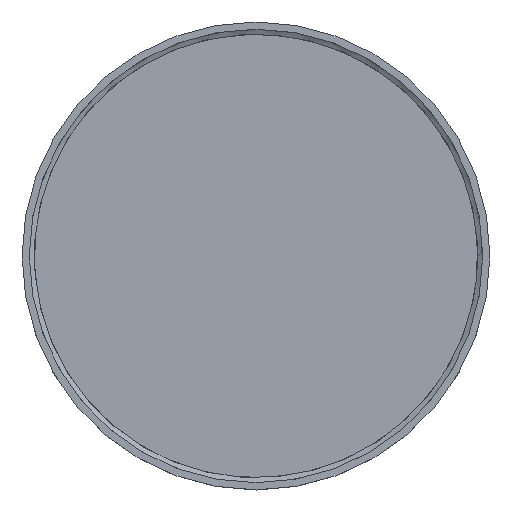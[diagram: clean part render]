
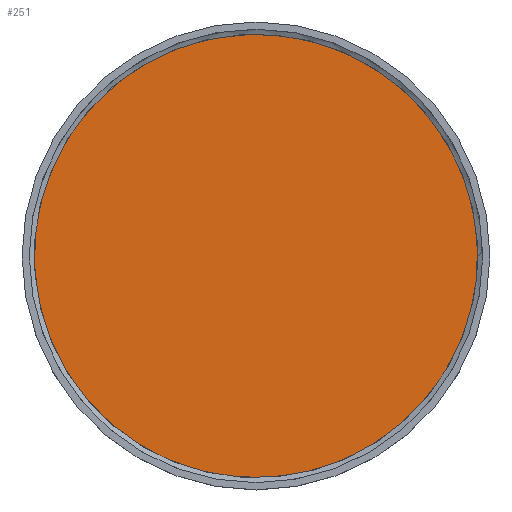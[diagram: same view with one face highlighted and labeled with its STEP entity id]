
A CAD part, top view. The second image highlights one B-rep face of the part: STEP entity #251.
In plain terms, the highlighted planar face has unit normal (0, 0, 1).
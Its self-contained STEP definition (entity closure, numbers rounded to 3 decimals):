
#20=PLANE('',#286);
#40=FACE_OUTER_BOUND('',#55,.T.);
#55=EDGE_LOOP('',(#229,#230,#231));
#71=B_SPLINE_CURVE_WITH_KNOTS('',3,(#981,#982,#983,#984,#985,#986,#987),
 .UNSPECIFIED.,.F.,.F.,(4,3,4),(0.,0.242,0.331),
 .UNSPECIFIED.);
#75=CIRCLE('',#274,49.25);
#92=LINE('',#864,#105);
#105=VECTOR('',#340,10.);
#120=VERTEX_POINT('',#499);
#121=VERTEX_POINT('',#501);
#124=VERTEX_POINT('',#794);
#145=EDGE_CURVE('',#120,#121,#75,.T.);
#162=EDGE_CURVE('',#120,#124,#92,.T.);
#163=EDGE_CURVE('',#124,#121,#71,.T.);
#229=ORIENTED_EDGE('',*,*,#145,.F.);
#230=ORIENTED_EDGE('',*,*,#162,.T.);
#231=ORIENTED_EDGE('',*,*,#163,.T.);
#251=ADVANCED_FACE('',(#40),#20,.T.);
#274=AXIS2_PLACEMENT_3D('',#502,#310,#311);
#286=AXIS2_PLACEMENT_3D('',#988,#341,#342);
#310=DIRECTION('center_axis',(0.,0.,-1.));
#311=DIRECTION('ref_axis',(-1.,0.,0.));
#340=DIRECTION('',(-1.,0.,0.));
#341=DIRECTION('center_axis',(0.,0.,1.));
#342=DIRECTION('ref_axis',(1.,0.,0.));
#499=CARTESIAN_POINT('',(49.25,0.,0.));
#501=CARTESIAN_POINT('',(49.139,3.306,0.));
#502=CARTESIAN_POINT('Origin',(0.,0.,0.));
#794=CARTESIAN_POINT('',(49.15,0.,0.));
#864=CARTESIAN_POINT('',(24.942,0.,0.));
#981=CARTESIAN_POINT('Ctrl Pts',(49.15,0.,0.));
#982=CARTESIAN_POINT('Ctrl Pts',(49.174,0.805,0.));
#983=CARTESIAN_POINT('Ctrl Pts',(49.179,1.61,0.));
#984=CARTESIAN_POINT('Ctrl Pts',(49.163,2.414,0.));
#985=CARTESIAN_POINT('Ctrl Pts',(49.157,2.711,0.));
#986=CARTESIAN_POINT('Ctrl Pts',(49.149,3.009,0.));
#987=CARTESIAN_POINT('Ctrl Pts',(49.137,3.306,0.));
#988=CARTESIAN_POINT('Origin',(0.,0.,0.));
